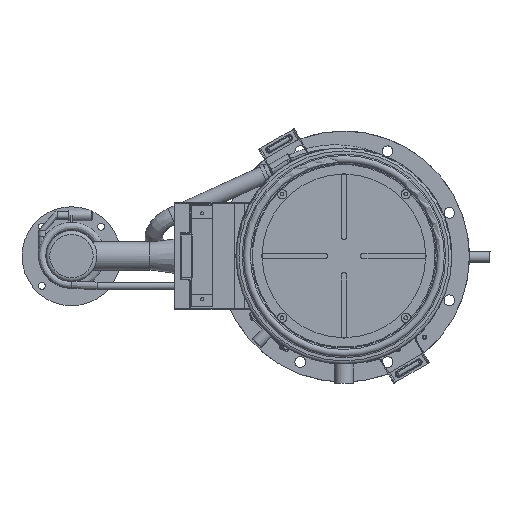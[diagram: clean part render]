
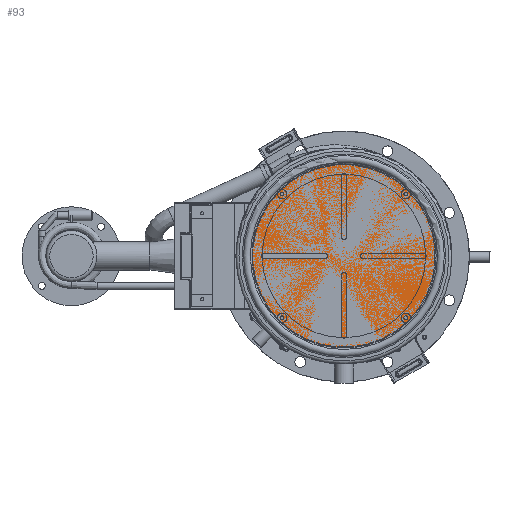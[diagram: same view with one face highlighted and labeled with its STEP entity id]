
A CAD part, top view. The second image highlights one B-rep face of the part: STEP entity #93.
In plain terms, the highlighted planar face has unit normal (0, 0, 1).
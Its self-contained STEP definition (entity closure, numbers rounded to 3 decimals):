
#93=ADVANCED_FACE('',(#590,#592,#594,#596,#598,#600),#602,.F.);
#590=FACE_BOUND('',#591,.T.);
#591=EDGE_LOOP('',(#12975));
#592=FACE_BOUND('',#593,.T.);
#593=EDGE_LOOP('',(#12976));
#594=FACE_BOUND('',#595,.T.);
#595=EDGE_LOOP('',(#12977));
#596=FACE_BOUND('',#597,.T.);
#597=EDGE_LOOP('',(#12978));
#598=FACE_BOUND('',#599,.T.);
#599=EDGE_LOOP('',(#12979,#12980,#12981,#12982));
#600=FACE_BOUND('',#601,.T.);
#601=EDGE_LOOP('',(#12983));
#602=PLANE('',#603);
#603=AXIS2_PLACEMENT_3D('',#604,#605,#606);
#604=CARTESIAN_POINT('',(0.,0.,517.94));
#605=DIRECTION('',(0.,0.,-1.));
#606=DIRECTION('',(0.707,-0.707,0.));
#12975=ORIENTED_EDGE('',*,*,#15431,.F.);
#12976=ORIENTED_EDGE('',*,*,#15432,.T.);
#12977=ORIENTED_EDGE('',*,*,#15433,.T.);
#12978=ORIENTED_EDGE('',*,*,#15434,.T.);
#12979=ORIENTED_EDGE('',*,*,#15435,.T.);
#12980=ORIENTED_EDGE('',*,*,#15436,.T.);
#12981=ORIENTED_EDGE('',*,*,#15437,.T.);
#12982=ORIENTED_EDGE('',*,*,#15438,.T.);
#12983=ORIENTED_EDGE('',*,*,#15439,.T.);
#15431=EDGE_CURVE('',#16817,#16817,#16818,.T.);
#15432=EDGE_CURVE('',#16819,#16819,#16820,.T.);
#15433=EDGE_CURVE('',#16821,#16821,#16822,.T.);
#15434=EDGE_CURVE('',#16823,#16823,#16824,.T.);
#15435=EDGE_CURVE('',#16825,#16826,#16827,.F.);
#15436=EDGE_CURVE('',#16826,#16828,#16829,.T.);
#15437=EDGE_CURVE('',#16828,#16830,#16831,.T.);
#15438=EDGE_CURVE('',#16830,#16825,#16832,.T.);
#15439=EDGE_CURVE('',#16833,#16833,#16834,.T.);
#16817=VERTEX_POINT('',#19281);
#16818=CIRCLE('',#19282,120.);
#16819=VERTEX_POINT('',#19286);
#16820=CIRCLE('',#19287,2.5);
#16821=VERTEX_POINT('',#19291);
#16822=CIRCLE('',#19292,2.5);
#16823=VERTEX_POINT('',#19296);
#16824=CIRCLE('',#19297,2.5);
#16825=VERTEX_POINT('',#19301);
#16826=VERTEX_POINT('',#19302);
#16827=LINE('',#19303,#19304);
#16828=VERTEX_POINT('',#19306);
#16829=CIRCLE('',#19307,3.317);
#16830=VERTEX_POINT('',#19311);
#16831=LINE('',#19312,#19313);
#16832=CIRCLE('',#19315,3.317);
#16833=VERTEX_POINT('',#19319);
#16834=CIRCLE('',#19320,2.5);
#19281=CARTESIAN_POINT('',(84.853,-84.853,517.94));
#19282=AXIS2_PLACEMENT_3D('',#19283,#19284,#19285);
#19283=CARTESIAN_POINT('',(0.,0.,517.94));
#19284=DIRECTION('',(0.,0.,-1.));
#19285=DIRECTION('',(0.707,-0.707,0.));
#19286=CARTESIAN_POINT('',(83.085,83.085,517.94));
#19287=AXIS2_PLACEMENT_3D('',#19288,#19289,#19290);
#19288=CARTESIAN_POINT('',(81.317,81.317,517.94));
#19289=DIRECTION('',(0.,0.,-1.));
#19290=DIRECTION('',(0.707,0.707,0.));
#19291=CARTESIAN_POINT('',(83.085,-83.085,517.94));
#19292=AXIS2_PLACEMENT_3D('',#19293,#19294,#19295);
#19293=CARTESIAN_POINT('',(81.317,-81.317,517.94));
#19294=DIRECTION('',(0.,0.,-1.));
#19295=DIRECTION('',(0.707,-0.707,0.));
#19296=CARTESIAN_POINT('',(-83.085,-83.085,517.94));
#19297=AXIS2_PLACEMENT_3D('',#19298,#19299,#19300);
#19298=CARTESIAN_POINT('',(-81.317,-81.317,517.94));
#19299=DIRECTION('',(0.,0.,-1.));
#19300=DIRECTION('',(-0.707,-0.707,0.));
#19301=CARTESIAN_POINT('',(-105.,3.317,517.94));
#19302=CARTESIAN_POINT('',(-25.,3.317,517.94));
#19303=CARTESIAN_POINT('',(-25.,3.317,517.94));
#19304=VECTOR('',#19305,1.);
#19305=DIRECTION('',(-1.,0.,0.));
#19306=CARTESIAN_POINT('',(-25.,-3.317,517.94));
#19307=AXIS2_PLACEMENT_3D('',#19308,#19309,#19310);
#19308=CARTESIAN_POINT('',(-25.,0.,517.94));
#19309=DIRECTION('',(0.,0.,-1.));
#19310=DIRECTION('',(0.,1.,0.));
#19311=CARTESIAN_POINT('',(-105.,-3.317,517.94));
#19312=CARTESIAN_POINT('',(-25.,-3.317,517.94));
#19313=VECTOR('',#19314,1.);
#19314=DIRECTION('',(-1.,0.,0.));
#19315=AXIS2_PLACEMENT_3D('',#19316,#19317,#19318);
#19316=CARTESIAN_POINT('',(-105.,0.,517.94));
#19317=DIRECTION('',(0.,0.,-1.));
#19318=DIRECTION('',(0.,-1.,0.));
#19319=CARTESIAN_POINT('',(-83.085,83.085,517.94));
#19320=AXIS2_PLACEMENT_3D('',#19321,#19322,#19323);
#19321=CARTESIAN_POINT('',(-81.317,81.317,517.94));
#19322=DIRECTION('',(0.,0.,-1.));
#19323=DIRECTION('',(-0.707,0.707,0.));
